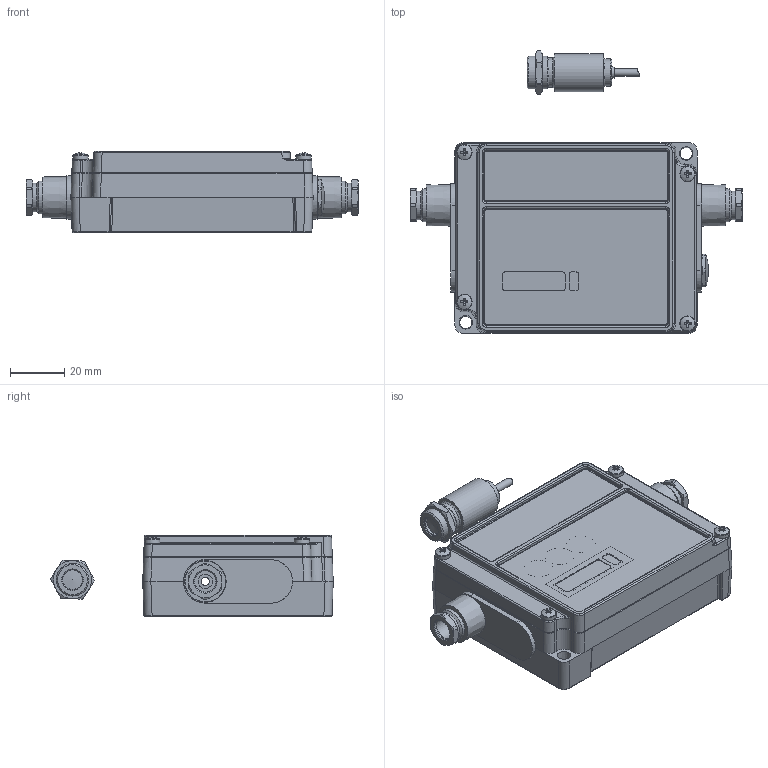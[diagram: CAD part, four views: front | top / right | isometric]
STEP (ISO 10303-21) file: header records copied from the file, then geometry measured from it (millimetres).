
FILE_DESCRIPTION(/* description */ (''),/* implementation_level */ '2;1');
FILE_NAME(/* name */ 'ipf_z3d_OI98C925.stp',/* time_stamp */ '2018-03-14T11:36:53+01:00',/* author */ ('galensa'),/* organization */ (''),/* preprocessor_version */ 'ST-DEVELOPER v15.2',/* originating_system */ 'Autodesk Inventor 2014',/* authorisation */ '');
FILE_SCHEMA (('CONFIG_CONTROL_DESIGN','AUTOMOTIVE_DESIGN { 1 0 10303 214 3 1 1 }'));
Products named in the file (4): OI98A920_Elektronikbox; OI98A920_Messkopf; Mutter M15x1_M12x1; ipf_z3d_OI98C925
Bounding box: 122 x 103.78 x 30 mm (x, y, z)
Volume: 59399.6 mm3; surface area: 57774.3 mm2
Topology: 74 solids, 77 shells, 1648 faces, 3942 edges, 2382 vertices
Faces by surface type: cylinder 451, plane 430, cone 417, bspline 209, torus 121, sphere 20
Full cylindrical faces by diameter (mm): 1.2 x2, 2.5 x56, 2.8 x2, 3 x44, 4 x3, 4.2 x1, 5 x2, 5.3 x4, 5.6 x8, 7 x2, 7.3 x1, 7.8 x2, 8 x4, 9 x4, 9.6 x1, 9.8 x2, 10 x5, 10.2 x2, 10.4 x1, 10.5 x4, 10.8 x2, 11.2 x2, 12 x3, 12.4 x2, 14 x1
Entity records: 83367 total; most frequent: CARTESIAN_POINT 48801, DIRECTION 7517, ORIENTED_EDGE 6386, AXIS2_PLACEMENT_3D 3276, EDGE_CURVE 3193, EDGE_LOOP 2226, VERTEX_POINT 2135, FACE_OUTER_BOUND 1648
